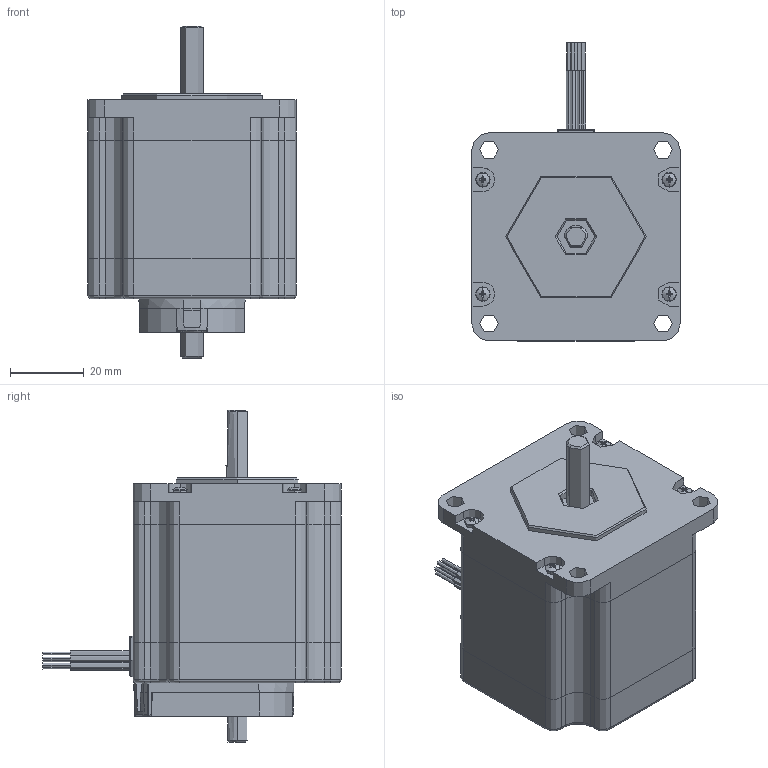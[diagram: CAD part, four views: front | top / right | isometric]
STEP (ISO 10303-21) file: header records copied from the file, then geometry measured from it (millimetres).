
FILE_DESCRIPTION (( 'STEP AP214' ), '1' );
FILE_NAME ('HT23-598D-BAA_RevC.STEP', '2022-05-23T14:31:36', ( '' ), ( '' ), 'SwSTEP 2.0', 'SolidWorks 2017', '' );
FILE_SCHEMA (( 'AUTOMOTIVE_DESIGN' ));
Length unit declared in the file: millimetre
Products named in the file (12): BAA ENCODER WITH_6.35mm_SHAFT FOR MAKING STEP FILES; HT23-598D Shaft; HT23-598 Laminations; HT23-598D-BAA_RevC; HT23-598 Screw; HT23 FRONT ENDBELL ASSEMBLY^HT23-598D-BAA_RevC; HT23D REAR ENDBELL ASSEMBLY; HT23 Front Endbell; ADDED TO BAA ENCODER FOR MAKING STEP FILE; HT23-598 Lead Wires (Break line); HT23 Wire Grommet; HT23D Rear Endbell
Assembly tree (14 placements, depth 3):
  HT23-598D-BAA_RevC
    HT23 FRONT ENDBELL ASSEMBLY^HT23-598D-BAA_RevC
      HT23 Front Endbell
      HT23-598 Screw  x4
    HT23-598 Laminations
    HT23-598D Shaft
    HT23D REAR ENDBELL ASSEMBLY
      HT23D Rear Endbell
      HT23 Wire Grommet
      HT23-598 Lead Wires (Break line)
    BAA ENCODER WITH_6.35mm_SHAFT FOR MAKING STEP FILES
    ADDED TO BAA ENCODER FOR MAKING STEP FILE
Bounding box: 56.4 x 80.9 x 90 mm (x, y, z)
Volume: 162807.7 mm3
Topology: 25 solids, 43 shells, 1593 faces, 4219 edges, 2724 vertices
Faces by surface type: plane 878, cylinder 438, cone 197, bspline 47, torus 23, sphere 10
Entity records: 63400 total; most frequent: CARTESIAN_POINT 11086, ORIENTED_EDGE 8086, DIRECTION 7764, EDGE_CURVE 4045, AXIS2_PLACEMENT_3D 2705, VERTEX_POINT 2626, LINE 2354, VECTOR 2354
